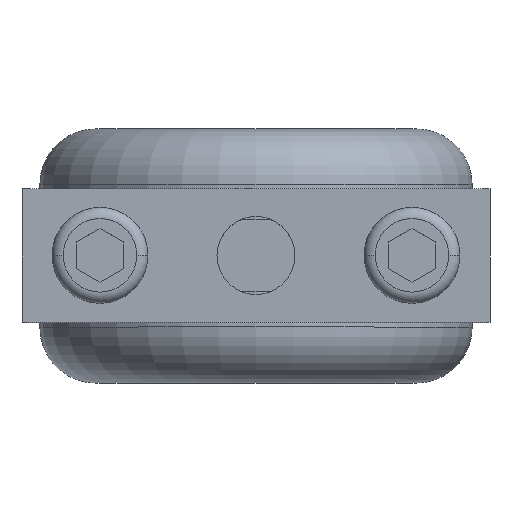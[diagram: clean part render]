
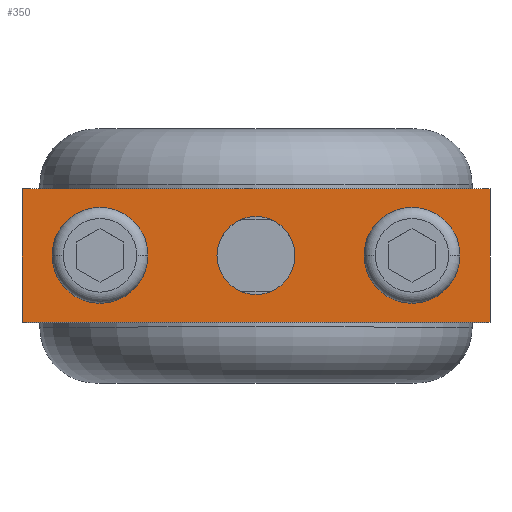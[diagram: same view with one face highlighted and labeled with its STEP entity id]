
A CAD part, top view. The second image highlights one B-rep face of the part: STEP entity #350.
In plain terms, the highlighted planar face has unit normal (0, 0, 1).
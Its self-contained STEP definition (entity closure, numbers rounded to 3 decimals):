
#15=DIRECTION('',(1.,0.,0.));
#16=VECTOR('',#15,21.);
#17=CARTESIAN_POINT('',(-10.5,-3.,13.));
#18=LINE('',#17,#16);
#59=DIRECTION('',(1.,0.,0.));
#60=VECTOR('',#59,21.);
#61=CARTESIAN_POINT('',(-10.5,3.,13.));
#62=LINE('',#61,#60);
#71=DIRECTION('',(0.,1.,0.));
#72=VECTOR('',#71,6.);
#73=CARTESIAN_POINT('',(10.5,-3.,13.));
#74=LINE('',#73,#72);
#75=DIRECTION('',(0.,1.,0.));
#76=VECTOR('',#75,6.);
#77=CARTESIAN_POINT('',(-10.5,-3.,13.));
#78=LINE('',#77,#76);
#79=CARTESIAN_POINT('',(-7.,0.,13.));
#80=DIRECTION('',(0.,0.,1.));
#81=DIRECTION('',(1.,0.,0.));
#82=AXIS2_PLACEMENT_3D('',#79,#80,#81);
#84=CARTESIAN_POINT('',(-7.,0.,13.));
#85=DIRECTION('',(0.,0.,1.));
#86=DIRECTION('',(-1.,0.,0.));
#87=AXIS2_PLACEMENT_3D('',#84,#85,#86);
#89=CARTESIAN_POINT('',(7.,0.,13.));
#90=DIRECTION('',(0.,0.,1.));
#91=DIRECTION('',(1.,0.,0.));
#92=AXIS2_PLACEMENT_3D('',#89,#90,#91);
#94=CARTESIAN_POINT('',(7.,0.,13.));
#95=DIRECTION('',(0.,0.,1.));
#96=DIRECTION('',(-1.,0.,0.));
#97=AXIS2_PLACEMENT_3D('',#94,#95,#96);
#99=CARTESIAN_POINT('',(0.,0.,13.));
#100=DIRECTION('',(0.,0.,1.));
#101=DIRECTION('',(1.,0.,0.));
#102=AXIS2_PLACEMENT_3D('',#99,#100,#101);
#104=CARTESIAN_POINT('',(0.,0.,13.));
#105=DIRECTION('',(0.,0.,1.));
#106=DIRECTION('',(-1.,0.,0.));
#107=AXIS2_PLACEMENT_3D('',#104,#105,#106);
#168=CARTESIAN_POINT('',(-10.5,-3.,13.));
#170=VERTEX_POINT('',#168);
#171=CARTESIAN_POINT('',(10.5,-3.,13.));
#172=VERTEX_POINT('',#171);
#180=CARTESIAN_POINT('',(-10.5,3.,13.));
#182=VERTEX_POINT('',#180);
#183=CARTESIAN_POINT('',(10.5,3.,13.));
#184=VERTEX_POINT('',#183);
#195=CARTESIAN_POINT('',(-5.75,0.,13.));
#196=CARTESIAN_POINT('',(-8.25,0.,13.));
#197=VERTEX_POINT('',#195);
#198=VERTEX_POINT('',#196);
#199=CARTESIAN_POINT('',(8.25,0.,13.));
#200=CARTESIAN_POINT('',(5.75,0.,13.));
#201=VERTEX_POINT('',#199);
#202=VERTEX_POINT('',#200);
#207=CARTESIAN_POINT('',(1.75,0.,13.));
#208=CARTESIAN_POINT('',(-1.75,0.,13.));
#209=VERTEX_POINT('',#207);
#210=VERTEX_POINT('',#208);
#321=CARTESIAN_POINT('',(-10.5,-3.,13.));
#322=DIRECTION('',(0.,0.,1.));
#323=DIRECTION('',(1.,0.,0.));
#324=AXIS2_PLACEMENT_3D('',#321,#322,#323);
#325=PLANE('',#324);
#326=ORIENTED_EDGE('',*,*,#218,.F.);
#327=ORIENTED_EDGE('',*,*,#290,.T.);
#328=ORIENTED_EDGE('',*,*,#272,.T.);
#329=ORIENTED_EDGE('',*,*,#314,.F.);
#330=EDGE_LOOP('',(#326,#327,#328,#329));
#331=FACE_OUTER_BOUND('',#330,.F.);
#333=ORIENTED_EDGE('',*,*,#332,.T.);
#335=ORIENTED_EDGE('',*,*,#334,.T.);
#336=EDGE_LOOP('',(#333,#335));
#337=FACE_BOUND('',#336,.F.);
#339=ORIENTED_EDGE('',*,*,#338,.T.);
#341=ORIENTED_EDGE('',*,*,#340,.T.);
#342=EDGE_LOOP('',(#339,#341));
#343=FACE_BOUND('',#342,.F.);
#345=ORIENTED_EDGE('',*,*,#344,.T.);
#347=ORIENTED_EDGE('',*,*,#346,.T.);
#348=EDGE_LOOP('',(#345,#347));
#349=FACE_BOUND('',#348,.F.);
#350=ADVANCED_FACE('',(#331,#337,#343,#349),#325,.T.);
#83=CIRCLE('',#82,1.25);
#88=CIRCLE('',#87,1.25);
#93=CIRCLE('',#92,1.25);
#98=CIRCLE('',#97,1.25);
#103=CIRCLE('',#102,1.75);
#108=CIRCLE('',#107,1.75);
#218=EDGE_CURVE('',#170,#172,#18,.T.);
#272=EDGE_CURVE('',#182,#184,#62,.T.);
#290=EDGE_CURVE('',#170,#182,#78,.T.);
#314=EDGE_CURVE('',#172,#184,#74,.T.);
#332=EDGE_CURVE('',#197,#198,#83,.T.);
#334=EDGE_CURVE('',#198,#197,#88,.T.);
#338=EDGE_CURVE('',#201,#202,#93,.T.);
#340=EDGE_CURVE('',#202,#201,#98,.T.);
#344=EDGE_CURVE('',#209,#210,#103,.T.);
#346=EDGE_CURVE('',#210,#209,#108,.T.);
